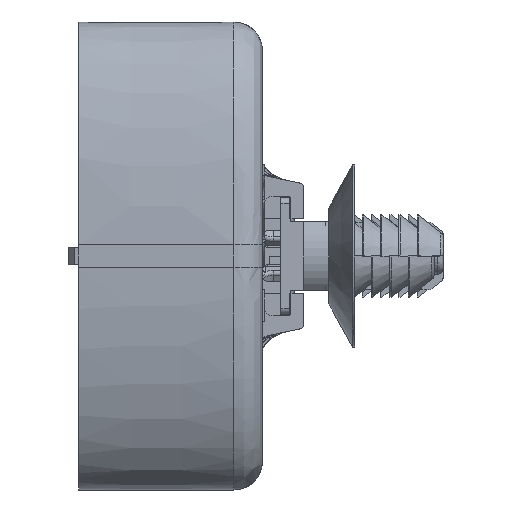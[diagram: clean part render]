
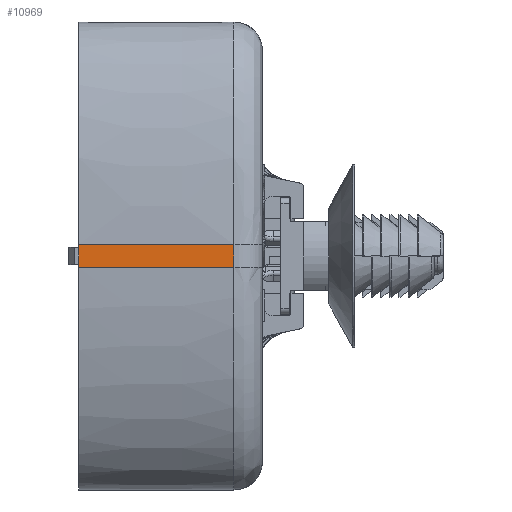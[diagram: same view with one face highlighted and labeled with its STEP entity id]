
A CAD part, left-side view. The second image highlights one B-rep face of the part: STEP entity #10969.
In plain terms, the highlighted planar face has unit normal (-1, 0, 0).
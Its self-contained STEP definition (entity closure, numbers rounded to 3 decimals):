
#897 = CARTESIAN_POINT ( 'NONE',  ( -44.5, 1., 2.767 ) ) ;
#1855 = CARTESIAN_POINT ( 'NONE',  ( -44.5, 19., 7.3 ) ) ;
#5499 = B_SPLINE_CURVE_WITH_KNOTS ( 'NONE', 3,
 ( #59857, #897, #27413, #54704 ),
 .UNSPECIFIED., .F., .F.,
 ( 4, 4 ),
 ( 0., 0.932 ),
 .UNSPECIFIED. ) ;
#10969 = ADVANCED_FACE ( 'NONE', ( #19565 ), #16228, .F. ) ;
#12037 = EDGE_CURVE ( 'NONE', #32760, #46123, #47855, .T. ) ;
#12255 = CARTESIAN_POINT ( 'NONE',  ( -44.5, -1., -1.767 ) ) ;
#12968 = EDGE_CURVE ( 'NONE', #41986, #46123, #61196, .T. ) ;
#16228 = PLANE ( 'NONE',  #69039 ) ;
#18664 = ORIENTED_EDGE ( 'NONE', *, *, #31840, .T. ) ;
#19565 = FACE_OUTER_BOUND ( 'NONE', #45960, .T. ) ;
#22043 = DIRECTION ( 'NONE',  ( 1., 0., 0. ) ) ;
#23008 = CARTESIAN_POINT ( 'NONE',  ( -44.5, -1., -6.3 ) ) ;
#24751 = DIRECTION ( 'NONE',  ( 0., -1., 0. ) ) ;
#25719 = ORIENTED_EDGE ( 'NONE', *, *, #12968, .T. ) ;
#27413 = CARTESIAN_POINT ( 'NONE',  ( -44.5, 1., -1.767 ) ) ;
#27661 = CARTESIAN_POINT ( 'NONE',  ( -44.5, -1., 7.3 ) ) ;
#29234 = CARTESIAN_POINT ( 'NONE',  ( -44.5, 1., -6.3 ) ) ;
#31658 = ORIENTED_EDGE ( 'NONE', *, *, #34873, .T. ) ;
#31840 = EDGE_CURVE ( 'NONE', #38414, #41986, #40308, .T. ) ;
#32760 = VERTEX_POINT ( 'NONE', #53577 ) ;
#34873 = EDGE_CURVE ( 'NONE', #32760, #38414, #5499, .T. ) ;
#35304 = CARTESIAN_POINT ( 'NONE',  ( -44.5, 19., -6.3 ) ) ;
#38414 = VERTEX_POINT ( 'NONE', #29234 ) ;
#39179 = CARTESIAN_POINT ( 'NONE',  ( -44.5, -1., 2.767 ) ) ;
#40308 = LINE ( 'NONE', #35304, #47853 ) ;
#41986 = VERTEX_POINT ( 'NONE', #50252 ) ;
#45960 = EDGE_LOOP ( 'NONE', ( #31658, #18664, #25719, #55982 ) ) ;
#46123 = VERTEX_POINT ( 'NONE', #27661 ) ;
#47853 = VECTOR ( 'NONE', #24751, 1000. ) ;
#47855 = LINE ( 'NONE', #1855, #67873 ) ;
#49391 = DIRECTION ( 'NONE',  ( 0., 0., -1. ) ) ;
#49678 = CARTESIAN_POINT ( 'NONE',  ( -44.5, -1., 7.3 ) ) ;
#50252 = CARTESIAN_POINT ( 'NONE',  ( -44.5, -1., -6.3 ) ) ;
#53577 = CARTESIAN_POINT ( 'NONE',  ( -44.5, 1., 7.3 ) ) ;
#54704 = CARTESIAN_POINT ( 'NONE',  ( -44.5, 1., -6.3 ) ) ;
#55982 = ORIENTED_EDGE ( 'NONE', *, *, #12037, .F. ) ;
#59857 = CARTESIAN_POINT ( 'NONE',  ( -44.5, 1., 7.3 ) ) ;
#60382 = DIRECTION ( 'NONE',  ( 0., -1., 0. ) ) ;
#61196 = B_SPLINE_CURVE_WITH_KNOTS ( 'NONE', 3,
 ( #23008, #12255, #39179, #49678 ),
 .UNSPECIFIED., .F., .F.,
 ( 4, 4 ),
 ( 0.068, 1. ),
 .UNSPECIFIED. ) ;
#65522 = CARTESIAN_POINT ( 'NONE',  ( -44.5, 19., 7.3 ) ) ;
#67873 = VECTOR ( 'NONE', #60382, 1000. ) ;
#69039 = AXIS2_PLACEMENT_3D ( 'NONE', #65522, #22043, #49391 ) ;
